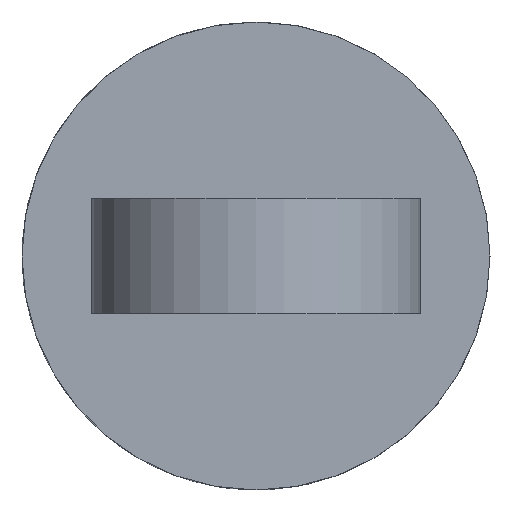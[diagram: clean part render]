
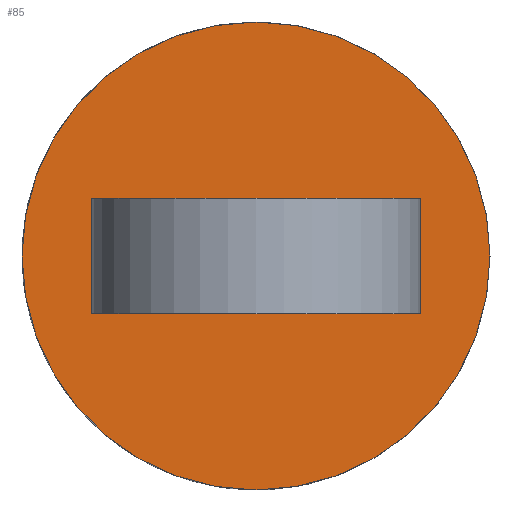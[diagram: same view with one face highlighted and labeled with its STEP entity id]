
A CAD part, left-side view. The second image highlights one B-rep face of the part: STEP entity #85.
In plain terms, the highlighted planar face has unit normal (-1, 0, 0).
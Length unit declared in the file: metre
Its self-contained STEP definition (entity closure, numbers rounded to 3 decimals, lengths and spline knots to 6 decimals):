
#85 = ADVANCED_FACE( '', ( #180, #181 ), #182, .T. );
#180 = FACE_OUTER_BOUND( '', #267, .T. );
#181 = FACE_BOUND( '', #268, .T. );
#182 = PLANE( '', #269 );
#267 = EDGE_LOOP( '', ( #403 ) );
#268 = EDGE_LOOP( '', ( #404, #405, #406, #407 ) );
#269 = AXIS2_PLACEMENT_3D( '', #408, #409, #410 );
#403 = ORIENTED_EDGE( '', *, *, #435, .F. );
#404 = ORIENTED_EDGE( '', *, *, #424, .F. );
#405 = ORIENTED_EDGE( '', *, *, #451, .T. );
#406 = ORIENTED_EDGE( '', *, *, #456, .T. );
#407 = ORIENTED_EDGE( '', *, *, #418, .F. );
#408 = CARTESIAN_POINT( '', ( -0.067, 0.0108, -0.0038 ) );
#409 = DIRECTION( '', ( -1., 0., 0. ) );
#410 = DIRECTION( '', ( 0., -1., 0. ) );
#418 = EDGE_CURVE( '', #469, #472, #473, .T. );
#424 = EDGE_CURVE( '', #480, #469, #483, .T. );
#435 = EDGE_CURVE( '', #499, #499, #500, .F. );
#451 = EDGE_CURVE( '', #480, #522, #523, .T. );
#456 = EDGE_CURVE( 'NONE', #522, #472, #529, .T. );
#469 = VERTEX_POINT( '', #542 );
#472 = VERTEX_POINT( 'NONE', #546 );
#473 = LINE( '', #547, #548 );
#480 = VERTEX_POINT( '', #557 );
#483 = LINE( '', #561, #562 );
#499 = VERTEX_POINT( '', #578 );
#500 = CIRCLE( '', #579, 0.0154 );
#522 = VERTEX_POINT( '', #601 );
#523 = LINE( '', #602, #603 );
#529 = LINE( '', #611, #612 );
#542 = CARTESIAN_POINT( '', ( -0.067, -0.0108, -0.0038 ) );
#546 = CARTESIAN_POINT( '', ( -0.067, -0.0108, 0.0038 ) );
#547 = CARTESIAN_POINT( '', ( -0.067, -0.0108, -0.003802 ) );
#548 = VECTOR( '', #626, 1. );
#557 = CARTESIAN_POINT( '', ( -0.067, 0.0108, -0.0038 ) );
#561 = CARTESIAN_POINT( '', ( -0.067, -0.0108, -0.0038 ) );
#562 = VECTOR( '', #633, 1. );
#578 = CARTESIAN_POINT( '', ( -0.067, -0.0154, 0. ) );
#579 = AXIS2_PLACEMENT_3D( '', #652, #653, #654 );
#601 = CARTESIAN_POINT( '', ( -0.067, 0.0108, 0.0038 ) );
#602 = CARTESIAN_POINT( '', ( -0.067, 0.0108, -0.003802 ) );
#603 = VECTOR( '', #673, 1. );
#611 = CARTESIAN_POINT( '', ( -0.067, -0.0108, 0.0038 ) );
#612 = VECTOR( '', #679, 1. );
#626 = DIRECTION( '', ( 0., 0., 1. ) );
#633 = DIRECTION( '', ( 0., -1., 0. ) );
#652 = CARTESIAN_POINT( '', ( -0.067, 0., 0. ) );
#653 = DIRECTION( '', ( -1., 0., 0. ) );
#654 = DIRECTION( '', ( 0., -1., 0. ) );
#673 = DIRECTION( '', ( 0., 0., 1. ) );
#679 = DIRECTION( '', ( 0., -1., 0. ) );
